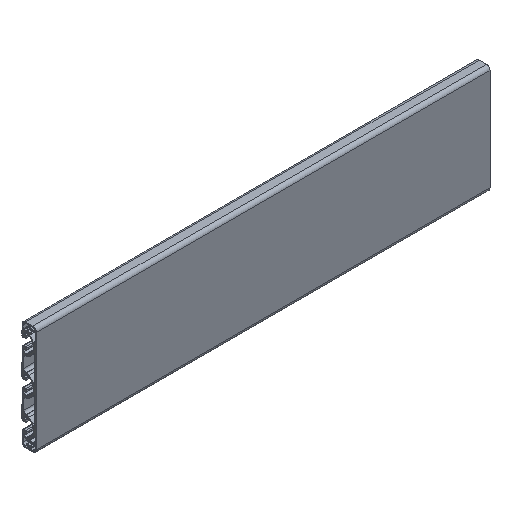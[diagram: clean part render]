
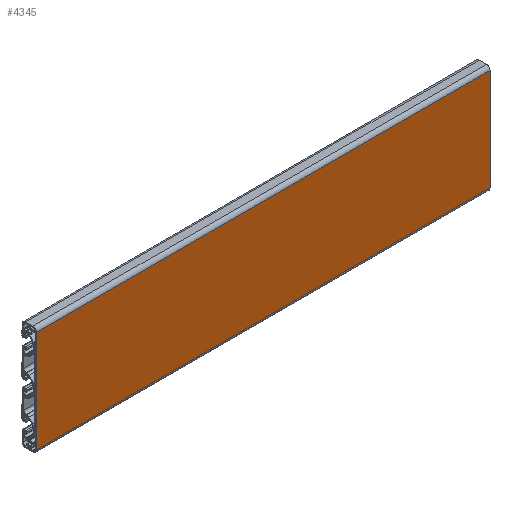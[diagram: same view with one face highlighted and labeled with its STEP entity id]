
A CAD part, isometric view. The second image highlights one B-rep face of the part: STEP entity #4345.
In plain terms, the highlighted planar face has unit normal (0, -1, 0).
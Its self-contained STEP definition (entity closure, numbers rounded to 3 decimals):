
#59 = EDGE_LOOP ( 'NONE', ( #5227, #3527, #3704, #1758 ) ) ;
#292 = VECTOR ( 'NONE', #5483, 1000. ) ;
#537 = CARTESIAN_POINT ( 'NONE',  ( 2000., -8., 3544. ) ) ;
#581 = DIRECTION ( 'NONE',  ( 0., 0., 1. ) ) ;
#637 = CARTESIAN_POINT ( 'NONE',  ( 1500., -8., 3544. ) ) ;
#658 = CARTESIAN_POINT ( 'NONE',  ( 2000., -8., 3544. ) ) ;
#1314 = CARTESIAN_POINT ( 'NONE',  ( 1500., -8., 3544. ) ) ;
#1538 = DIRECTION ( 'NONE',  ( 0., 0., 1. ) ) ;
#1630 = DIRECTION ( 'NONE',  ( 1., 0., 0. ) ) ;
#1758 = ORIENTED_EDGE ( 'NONE', *, *, #6289, .T. ) ;
#2206 = EDGE_CURVE ( 'NONE', #5939, #2704, #2775, .T. ) ;
#2704 = VERTEX_POINT ( 'NONE', #4059 ) ;
#2775 = LINE ( 'NONE', #1314, #3624 ) ;
#2989 = VECTOR ( 'NONE', #1538, 1000. ) ;
#3002 = CARTESIAN_POINT ( 'NONE',  ( 1500., -8., 3544. ) ) ;
#3047 = FACE_OUTER_BOUND ( 'NONE', #59, .T. ) ;
#3385 = VERTEX_POINT ( 'NONE', #537 ) ;
#3527 = ORIENTED_EDGE ( 'NONE', *, *, #5893, .F. ) ;
#3540 = PLANE ( 'NONE',  #5659 ) ;
#3624 = VECTOR ( 'NONE', #5261, 1000. ) ;
#3704 = ORIENTED_EDGE ( 'NONE', *, *, #2206, .F. ) ;
#3749 = CARTESIAN_POINT ( 'NONE',  ( 1500., -8., 3544. ) ) ;
#4059 = CARTESIAN_POINT ( 'NONE',  ( 1500., -8., 3656. ) ) ;
#4161 = CARTESIAN_POINT ( 'NONE',  ( 2000., -8., 3656. ) ) ;
#4345 = ADVANCED_FACE ( 'NONE', ( #3047 ), #3540, .F. ) ;
#4499 = CARTESIAN_POINT ( 'NONE',  ( 1500., -8., 3656. ) ) ;
#4611 = LINE ( 'NONE', #3002, #292 ) ;
#4712 = VERTEX_POINT ( 'NONE', #4161 ) ;
#5018 = DIRECTION ( 'NONE',  ( 0., 1., 0. ) ) ;
#5227 = ORIENTED_EDGE ( 'NONE', *, *, #6306, .T. ) ;
#5261 = DIRECTION ( 'NONE',  ( 0., 0., 1. ) ) ;
#5483 = DIRECTION ( 'NONE',  ( 1., 0., 0. ) ) ;
#5556 = VECTOR ( 'NONE', #1630, 1000. ) ;
#5659 = AXIS2_PLACEMENT_3D ( 'NONE', #3749, #5018, #581 ) ;
#5893 = EDGE_CURVE ( 'NONE', #2704, #4712, #6016, .T. ) ;
#5939 = VERTEX_POINT ( 'NONE', #637 ) ;
#6010 = LINE ( 'NONE', #658, #2989 ) ;
#6016 = LINE ( 'NONE', #4499, #5556 ) ;
#6289 = EDGE_CURVE ( 'NONE', #5939, #3385, #4611, .T. ) ;
#6306 = EDGE_CURVE ( 'NONE', #3385, #4712, #6010, .T. ) ;
